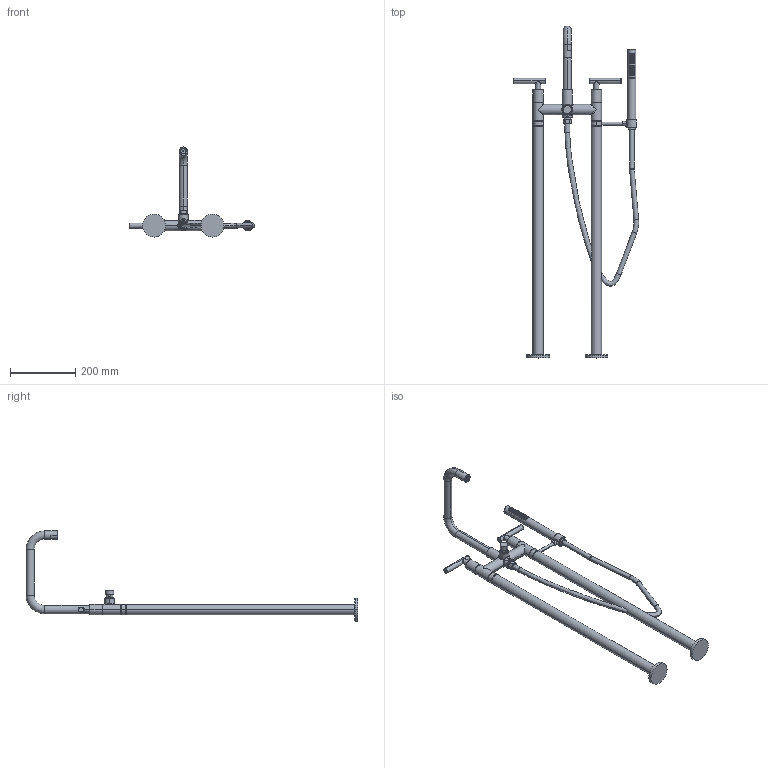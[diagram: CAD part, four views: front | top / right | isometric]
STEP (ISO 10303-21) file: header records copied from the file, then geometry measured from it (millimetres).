
FILE_DESCRIPTION((''),'2;1');
FILE_NAME('1400-4263_','2023-03-15T12:56:58',('rsmith'),(''),'CREO PARAMETRIC BY PTC INC, 2019352','CREO PARAMETRIC BY PTC INC, 2019352','');
FILE_SCHEMA(('CONFIG_CONTROL_DESIGN'));
Products named in the file (1): 1400-4263_
Bounding box: 383.97 x 1018.16 x 276.23 mm (x, y, z)
Volume: 2119247 mm3; surface area: 332107.4 mm2
Topology: 4 solids, 4 shells, 1415 faces, 3265 edges, 1989 vertices
Faces by surface type: bspline 669, cylinder 452, plane 212, cone 40, torus 32, sphere 10
Entity records: 127980 total; most frequent: CARTESIAN_POINT 101145, ORIENTED_EDGE 6530, DIRECTION 3767, EDGE_CURVE 3265, VERTEX_POINT 1989, B_SPLINE_CURVE_WITH_KNOTS 1671, EDGE_LOOP 1552, AXIS2_PLACEMENT_3D 1427
